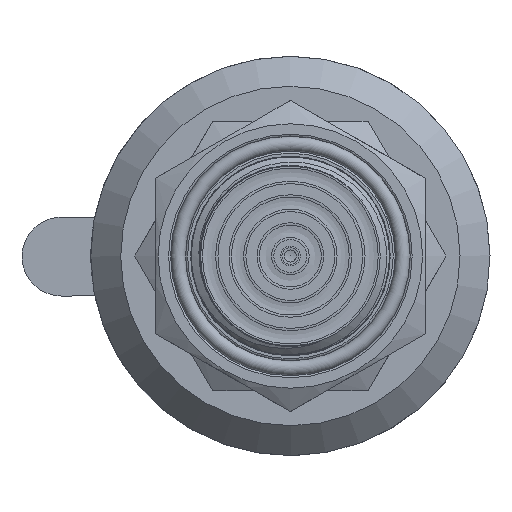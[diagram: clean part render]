
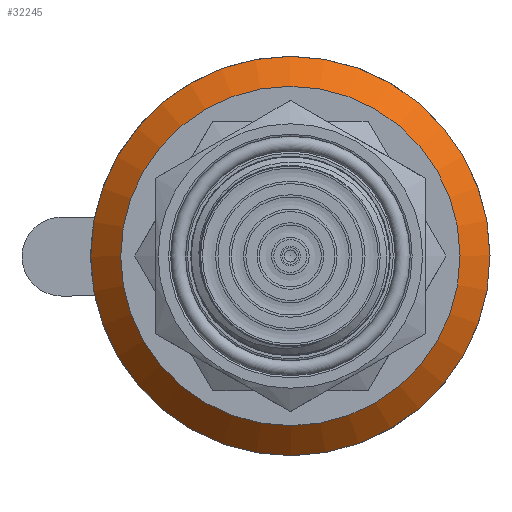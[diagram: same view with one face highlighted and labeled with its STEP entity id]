
A CAD part, left-side view. The second image highlights one B-rep face of the part: STEP entity #32245.
In plain terms, the highlighted conical face has half-angle 45 degrees and reference radius 18.5 mm.
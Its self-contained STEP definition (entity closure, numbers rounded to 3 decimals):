
#1816=CONICAL_SURFACE('',#34058,18.5,0.785);
#2485=FACE_OUTER_BOUND('',#4340,.T.);
#4340=EDGE_LOOP('',(#24851,#24852,#24853,#24854));
#5838=CIRCLE('',#34057,20.);
#5839=CIRCLE('',#34059,17.);
#8076=LINE('',#62493,#11115);
#11115=VECTOR('',#37522,18.5);
#14551=VERTEX_POINT('',#62488);
#14552=VERTEX_POINT('',#62492);
#18339=EDGE_CURVE('',#14551,#14551,#5838,.T.);
#18340=EDGE_CURVE('',#14551,#14552,#8076,.T.);
#18341=EDGE_CURVE('',#14552,#14552,#5839,.T.);
#24851=ORIENTED_EDGE('',*,*,#18339,.F.);
#24852=ORIENTED_EDGE('',*,*,#18340,.T.);
#24853=ORIENTED_EDGE('',*,*,#18341,.T.);
#24854=ORIENTED_EDGE('',*,*,#18340,.F.);
#32245=ADVANCED_FACE('',(#2485),#1816,.T.);
#34057=AXIS2_PLACEMENT_3D('',#62490,#37518,#37519);
#34058=AXIS2_PLACEMENT_3D('',#62491,#37520,#37521);
#34059=AXIS2_PLACEMENT_3D('',#62494,#37523,#37524);
#37518=DIRECTION('center_axis',(-1.,0.,0.));
#37519=DIRECTION('ref_axis',(0.,0.,
-1.));
#37520=DIRECTION('center_axis',(-1.,0.,0.));
#37521=DIRECTION('ref_axis',(0.,-1.,0.));
#37522=DIRECTION('',(0.707,-0.707,0.));
#37523=DIRECTION('center_axis',(-1.,0.,0.));
#37524=DIRECTION('ref_axis',(0.,0.,
-1.));
#62488=CARTESIAN_POINT('',(21.,20.,0.));
#62490=CARTESIAN_POINT('Origin',(21.,0.,0.));
#62491=CARTESIAN_POINT('Origin',(22.5,0.,0.));
#62492=CARTESIAN_POINT('',(24.,17.,0.));
#62493=CARTESIAN_POINT('',(22.5,18.5,0.));
#62494=CARTESIAN_POINT('Origin',(24.,0.,0.));
